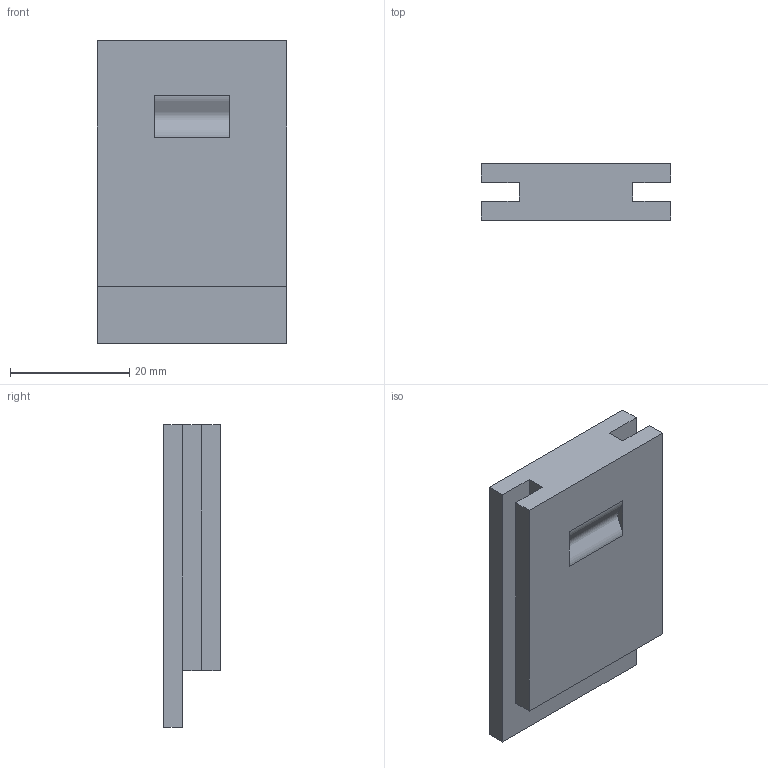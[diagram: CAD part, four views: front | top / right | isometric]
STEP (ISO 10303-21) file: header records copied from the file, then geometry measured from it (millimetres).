
FILE_DESCRIPTION (( 'STEP AP214' ), '1' );
FILE_NAME ('Pylon Clip Mount-Intersect4.STEP', '2025-03-18T23:29:24', ( '' ), ( '' ), 'SwSTEP 2.0', 'SolidWorks 2024', '' );
FILE_SCHEMA (( 'AUTOMOTIVE_DESIGN' ));
Length unit declared in the file: inch
Products named in the file (1): Pylon Clip Mount-Intersect4
Bounding box: 31.75 x 9.53 x 50.8 mm (x, y, z)
Volume: 11727.5 mm3; surface area: 5659.1 mm2
Topology: 1 solids, 1 shells, 17 faces, 42 edges, 28 vertices
Faces by surface type: plane 16, bspline 1
Entity records: 533 total; most frequent: CARTESIAN_POINT 105, ORIENTED_EDGE 84, DIRECTION 74, EDGE_CURVE 42, LINE 40, VECTOR 40, VERTEX_POINT 28, EDGE_LOOP 18
